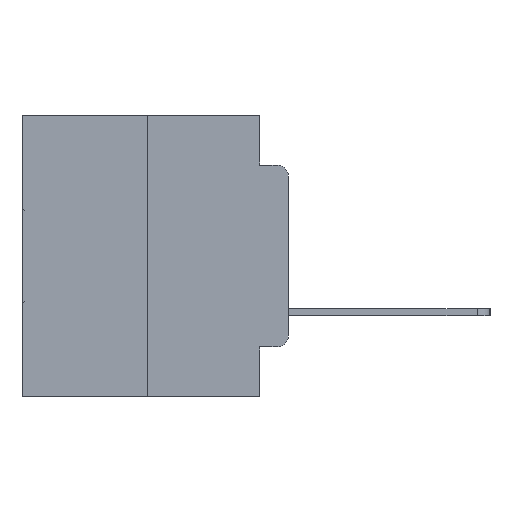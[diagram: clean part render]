
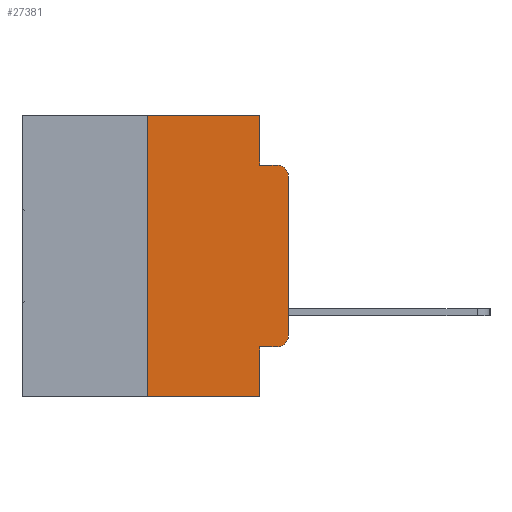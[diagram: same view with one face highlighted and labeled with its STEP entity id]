
A CAD part, left-side view. The second image highlights one B-rep face of the part: STEP entity #27381.
In plain terms, the highlighted planar face has unit normal (-1, 0, 0).
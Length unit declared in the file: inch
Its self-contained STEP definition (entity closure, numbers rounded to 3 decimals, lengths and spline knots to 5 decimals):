
#415 = ORIENTED_EDGE ( 'NONE', *, *, #30195, .T. ) ;
#972 = VERTEX_POINT ( 'NONE', #4204 ) ;
#2421 = LINE ( 'NONE', #27352, #21296 ) ;
#3293 = VERTEX_POINT ( 'NONE', #10530 ) ;
#3475 = DIRECTION ( 'NONE',  ( 0., -1., 0. ) ) ;
#3813 = CARTESIAN_POINT ( 'NONE',  ( 0., 0., 0. ) ) ;
#4204 = CARTESIAN_POINT ( 'NONE',  ( 0., 0.25, -0.5 ) ) ;
#4902 = VERTEX_POINT ( 'NONE', #10331 ) ;
#5055 = ORIENTED_EDGE ( 'NONE', *, *, #22390, .T. ) ;
#5182 = PLANE ( 'NONE',  #21690 ) ;
#5648 = DIRECTION ( 'NONE',  ( 0., -1., 0. ) ) ;
#5740 = VECTOR ( 'NONE', #22504, 39.37008 ) ;
#6297 = CARTESIAN_POINT ( 'NONE',  ( 0., 0.02, -0.3915 ) ) ;
#6674 = EDGE_CURVE ( 'NONE', #3293, #29724, #9973, .T. ) ;
#6873 = LINE ( 'NONE', #3813, #18679 ) ;
#7640 = LINE ( 'NONE', #17698, #20120 ) ;
#8132 = ORIENTED_EDGE ( 'NONE', *, *, #19304, .F. ) ;
#8321 = EDGE_CURVE ( 'NONE', #4902, #3293, #17592, .T. ) ;
#8748 = DIRECTION ( 'NONE',  ( 0., 0., -1. ) ) ;
#9273 = DIRECTION ( 'NONE',  ( -1., 0., 0. ) ) ;
#9395 = LINE ( 'NONE', #16512, #23912 ) ;
#9509 = EDGE_CURVE ( 'NONE', #17745, #17737, #20416, .T. ) ;
#9868 = EDGE_CURVE ( 'NONE', #4902, #27843, #9395, .T. ) ;
#9971 = ORIENTED_EDGE ( 'NONE', *, *, #8321, .T. ) ;
#9973 = CIRCLE ( 'NONE', #29243, 0.02 ) ;
#10020 = DIRECTION ( 'NONE',  ( 1., 0., 0. ) ) ;
#10268 = CARTESIAN_POINT ( 'NONE',  ( 0., 0., -0.3915 ) ) ;
#10331 = CARTESIAN_POINT ( 'NONE',  ( 0., 0.051, -0.4115 ) ) ;
#10334 = CARTESIAN_POINT ( 'NONE',  ( 0., 0., -0.1085 ) ) ;
#10346 = ORIENTED_EDGE ( 'NONE', *, *, #13049, .F. ) ;
#10530 = CARTESIAN_POINT ( 'NONE',  ( 0., 0.02, -0.4115 ) ) ;
#10843 = LINE ( 'NONE', #14785, #22483 ) ;
#10986 = VERTEX_POINT ( 'NONE', #27238 ) ;
#11169 = VERTEX_POINT ( 'NONE', #28175 ) ;
#11236 = DIRECTION ( 'NONE',  ( 0., 0., -1. ) ) ;
#11468 = CARTESIAN_POINT ( 'NONE',  ( 0., 0.051, -0.5 ) ) ;
#11483 = ORIENTED_EDGE ( 'NONE', *, *, #6674, .T. ) ;
#12166 = CARTESIAN_POINT ( 'NONE',  ( 0., 0.25, 0. ) ) ;
#12540 = DIRECTION ( 'NONE',  ( 0., 0., 1. ) ) ;
#12918 = ORIENTED_EDGE ( 'NONE', *, *, #20843, .T. ) ;
#13049 = EDGE_CURVE ( 'NONE', #972, #17745, #10843, .T. ) ;
#13316 = ORIENTED_EDGE ( 'NONE', *, *, #9868, .F. ) ;
#13465 = CIRCLE ( 'NONE', #21763, 0.02 ) ;
#14605 = EDGE_CURVE ( 'NONE', #17737, #11169, #2421, .T. ) ;
#14785 = CARTESIAN_POINT ( 'NONE',  ( 0., 0.25, 0. ) ) ;
#14953 = VECTOR ( 'NONE', #5648, 39.37008 ) ;
#16512 = CARTESIAN_POINT ( 'NONE',  ( 0., 0.051, 0. ) ) ;
#16784 = CARTESIAN_POINT ( 'NONE',  ( 0., 0.051, 0. ) ) ;
#17592 = LINE ( 'NONE', #20204, #5740 ) ;
#17698 = CARTESIAN_POINT ( 'NONE',  ( 0., 0.051, -0.0885 ) ) ;
#17737 = VERTEX_POINT ( 'NONE', #16784 ) ;
#17745 = VERTEX_POINT ( 'NONE', #12166 ) ;
#18679 = VECTOR ( 'NONE', #20361, 39.37008 ) ;
#18843 = CARTESIAN_POINT ( 'NONE',  ( 0., 0.473, -0.5 ) ) ;
#19304 = EDGE_CURVE ( 'NONE', #11169, #10986, #7640, .T. ) ;
#20120 = VECTOR ( 'NONE', #3475, 39.37008 ) ;
#20204 = CARTESIAN_POINT ( 'NONE',  ( 0., 0.051, -0.4115 ) ) ;
#20361 = DIRECTION ( 'NONE',  ( 0., 0., 1. ) ) ;
#20416 = LINE ( 'NONE', #22089, #14953 ) ;
#20584 = ORIENTED_EDGE ( 'NONE', *, *, #14605, .F. ) ;
#20843 = EDGE_CURVE ( 'NONE', #27522, #10986, #13465, .T. ) ;
#21071 = EDGE_LOOP ( 'NONE', ( #5055, #12918, #8132, #20584, #22012, #10346, #415, #13316, #9971, #11483 ) ) ;
#21145 = DIRECTION ( 'NONE',  ( 0., 0., -1. ) ) ;
#21296 = VECTOR ( 'NONE', #11236, 39.37008 ) ;
#21690 = AXIS2_PLACEMENT_3D ( 'NONE', #23898, #10020, #26197 ) ;
#21763 = AXIS2_PLACEMENT_3D ( 'NONE', #23201, #9273, #25473 ) ;
#22012 = ORIENTED_EDGE ( 'NONE', *, *, #9509, .F. ) ;
#22089 = CARTESIAN_POINT ( 'NONE',  ( 0., 0.473, 0. ) ) ;
#22390 = EDGE_CURVE ( 'NONE', #29724, #27522, #6873, .T. ) ;
#22479 = VECTOR ( 'NONE', #23823, 39.37008 ) ;
#22483 = VECTOR ( 'NONE', #12540, 39.37008 ) ;
#22504 = DIRECTION ( 'NONE',  ( 0., -1., 0. ) ) ;
#22691 = DIRECTION ( 'NONE',  ( -1., 0., 0. ) ) ;
#23201 = CARTESIAN_POINT ( 'NONE',  ( 0., 0.02, -0.1085 ) ) ;
#23823 = DIRECTION ( 'NONE',  ( 0., -1., 0. ) ) ;
#23898 = CARTESIAN_POINT ( 'NONE',  ( 0., 0.473, 0. ) ) ;
#23912 = VECTOR ( 'NONE', #21145, 39.37008 ) ;
#24684 = FACE_OUTER_BOUND ( 'NONE', #21071, .T. ) ;
#25473 = DIRECTION ( 'NONE',  ( 0., 0., -1. ) ) ;
#26197 = DIRECTION ( 'NONE',  ( 0., 0., -1. ) ) ;
#27238 = CARTESIAN_POINT ( 'NONE',  ( 0., 0.02, -0.0885 ) ) ;
#27352 = CARTESIAN_POINT ( 'NONE',  ( 0., 0.051, 0. ) ) ;
#27381 = ADVANCED_FACE ( 'NONE', ( #24684 ), #5182, .F. ) ;
#27522 = VERTEX_POINT ( 'NONE', #10334 ) ;
#27745 = LINE ( 'NONE', #18843, #22479 ) ;
#27843 = VERTEX_POINT ( 'NONE', #11468 ) ;
#28175 = CARTESIAN_POINT ( 'NONE',  ( 0., 0.051, -0.0885 ) ) ;
#29243 = AXIS2_PLACEMENT_3D ( 'NONE', #6297, #22691, #8748 ) ;
#29724 = VERTEX_POINT ( 'NONE', #10268 ) ;
#30195 = EDGE_CURVE ( 'NONE', #972, #27843, #27745, .T. ) ;
